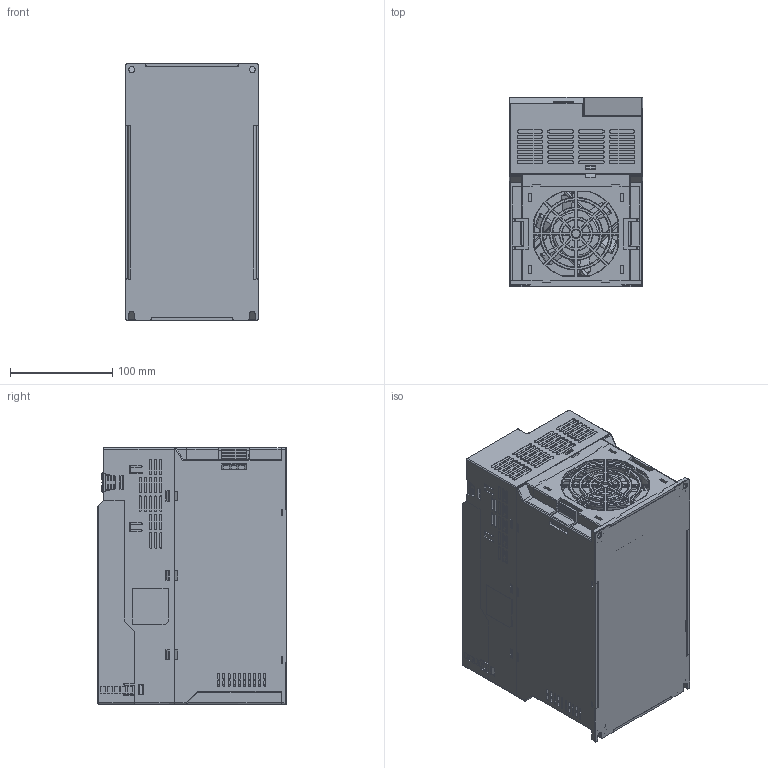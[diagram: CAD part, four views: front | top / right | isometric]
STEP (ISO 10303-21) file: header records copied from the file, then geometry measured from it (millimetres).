
FILE_DESCRIPTION(/* description */ (''),/* implementation_level */ '2;1');
FILE_NAME(/* name */ 'e380-15',/* time_stamp */ '2021-09-13T11:00:26+08:00',/* author */ (''),/* organization */ (''),/* preprocessor_version */ 'ST-DEVELOPER v16.5',/* originating_system */ '',/* authorisation */ '');
FILE_SCHEMA (('CONFIG_CONTROL_DESIGN'));
Products named in the file (1): Document
Bounding box: 130.1 x 184.37 x 250 mm (x, y, z)
Volume: 32902.1 mm3; surface area: 636797.6 mm2
Topology: 15 solids, 32 shells, 4986 faces, 14580 edges, 9355 vertices
Faces by surface type: plane 3342, cylinder 1380, bspline 264
Full cylindrical faces by diameter (mm): 10 x1
Entity records: 163879 total; most frequent: CARTESIAN_POINT 68828, ORIENTED_EDGE 29064, EDGE_CURVE 14589, B_SPLINE_CURVE_WITH_KNOTS 11657, VERTEX_POINT 9345, EDGE_LOOP 5535, ADVANCED_FACE 4980, FACE_OUTER_BOUND 4980
